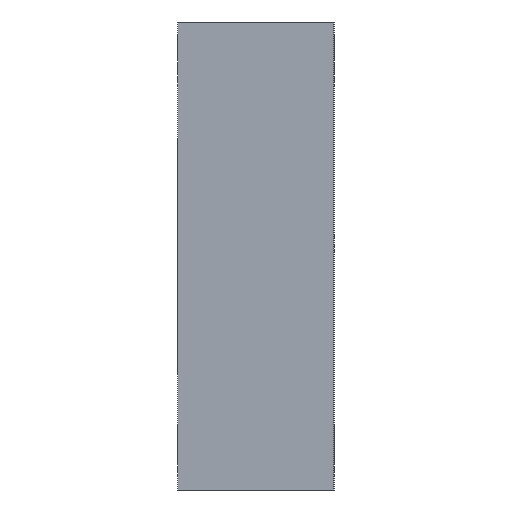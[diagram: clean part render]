
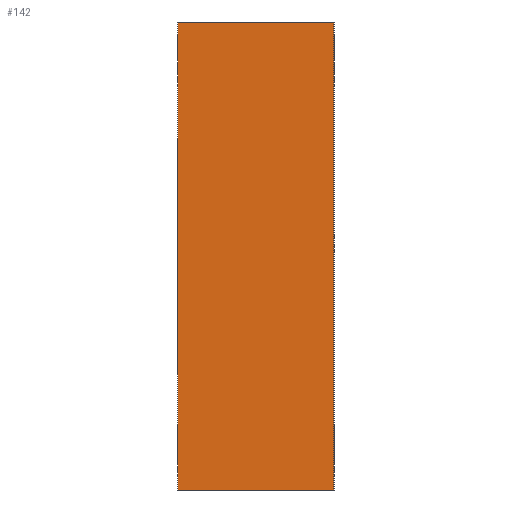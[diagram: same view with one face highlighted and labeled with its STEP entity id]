
A CAD part, left-side view. The second image highlights one B-rep face of the part: STEP entity #142.
In plain terms, the highlighted planar face has unit normal (-1, 0, 0).
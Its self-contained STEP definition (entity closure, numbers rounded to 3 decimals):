
#130 = CARTESIAN_POINT ( 'NONE',  ( 0., 20., -60. ) ) ;
#142 = ADVANCED_FACE ( 'NONE', ( #589 ), #710, .F. ) ;
#144 = CARTESIAN_POINT ( 'NONE',  ( 0., 20., -60. ) ) ;
#158 = ORIENTED_EDGE ( 'NONE', *, *, #716, .F. ) ;
#190 = CARTESIAN_POINT ( 'NONE',  ( 0., 20., 0. ) ) ;
#193 = LINE ( 'NONE', #252, #523 ) ;
#198 = LINE ( 'NONE', #559, #663 ) ;
#211 = CARTESIAN_POINT ( 'NONE',  ( 0., 20., 0. ) ) ;
#229 = EDGE_CURVE ( 'NONE', #309, #488, #198, .T. ) ;
#239 = DIRECTION ( 'NONE',  ( 1., 0., 0. ) ) ;
#252 = CARTESIAN_POINT ( 'NONE',  ( 0., 0., 0. ) ) ;
#264 = CARTESIAN_POINT ( 'NONE',  ( 0., 20., 0. ) ) ;
#309 = VERTEX_POINT ( 'NONE', #264 ) ;
#321 = VECTOR ( 'NONE', #722, 1000. ) ;
#343 = CARTESIAN_POINT ( 'NONE',  ( 0., 0., 0. ) ) ;
#383 = LINE ( 'NONE', #211, #321 ) ;
#488 = VERTEX_POINT ( 'NONE', #343 ) ;
#510 = VECTOR ( 'NONE', #674, 1000. ) ;
#519 = EDGE_CURVE ( 'NONE', #530, #564, #679, .T. ) ;
#523 = VECTOR ( 'NONE', #680, 1000. ) ;
#530 = VERTEX_POINT ( 'NONE', #144 ) ;
#554 = DIRECTION ( 'NONE',  ( 0., -1., 0. ) ) ;
#559 = CARTESIAN_POINT ( 'NONE',  ( 0., 20., 0. ) ) ;
#564 = VERTEX_POINT ( 'NONE', #697 ) ;
#567 = ORIENTED_EDGE ( 'NONE', *, *, #229, .F. ) ;
#589 = FACE_OUTER_BOUND ( 'NONE', #659, .T. ) ;
#625 = AXIS2_PLACEMENT_3D ( 'NONE', #190, #239, #712 ) ;
#659 = EDGE_LOOP ( 'NONE', ( #706, #567, #158, #699 ) ) ;
#663 = VECTOR ( 'NONE', #554, 1000. ) ;
#674 = DIRECTION ( 'NONE',  ( 0., -1., 0. ) ) ;
#679 = LINE ( 'NONE', #130, #510 ) ;
#680 = DIRECTION ( 'NONE',  ( 0., 0., 1. ) ) ;
#697 = CARTESIAN_POINT ( 'NONE',  ( 0., 0., -60. ) ) ;
#698 = EDGE_CURVE ( 'NONE', #564, #488, #193, .T. ) ;
#699 = ORIENTED_EDGE ( 'NONE', *, *, #519, .T. ) ;
#706 = ORIENTED_EDGE ( 'NONE', *, *, #698, .T. ) ;
#710 = PLANE ( 'NONE',  #625 ) ;
#712 = DIRECTION ( 'NONE',  ( 0., 0., -1. ) ) ;
#716 = EDGE_CURVE ( 'NONE', #530, #309, #383, .T. ) ;
#722 = DIRECTION ( 'NONE',  ( 0., 0., 1. ) ) ;
